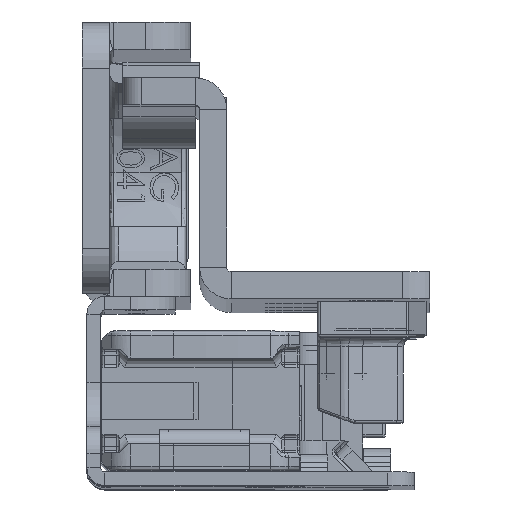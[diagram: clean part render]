
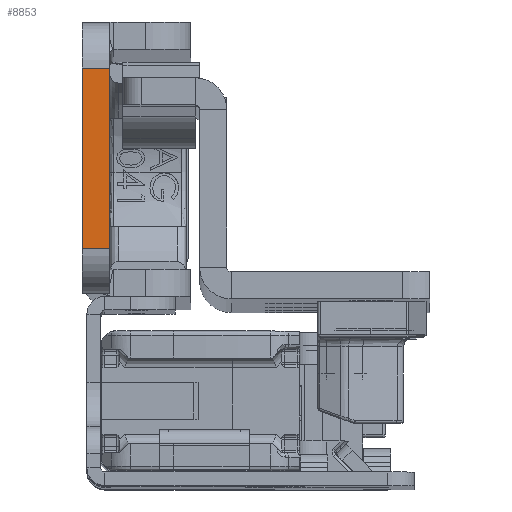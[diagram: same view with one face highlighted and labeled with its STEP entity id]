
A CAD part, top view. The second image highlights one B-rep face of the part: STEP entity #8853.
In plain terms, the highlighted planar face has unit normal (0, 0, 1).
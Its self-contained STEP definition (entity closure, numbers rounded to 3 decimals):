
#273 = CARTESIAN_POINT ( 'NONE',  ( 3., -10., 0. ) ) ;
#5252 = EDGE_CURVE ( 'NONE', #46554, #37353, #31092, .T. ) ;
#5489 = VECTOR ( 'NONE', #52599, 1000. ) ;
#6285 = LINE ( 'NONE', #50175, #26445 ) ;
#8853 = ADVANCED_FACE ( 'NONE', ( #66965 ), #71000, .F. ) ;
#10670 = ORIENTED_EDGE ( 'NONE', *, *, #37215, .F. ) ;
#11986 = CARTESIAN_POINT ( 'NONE',  ( 0., 10., 0. ) ) ;
#12491 = DIRECTION ( 'NONE',  ( 0., -1., 0. ) ) ;
#14866 = ORIENTED_EDGE ( 'NONE', *, *, #16020, .F. ) ;
#16020 = EDGE_CURVE ( 'NONE', #38604, #37353, #6285, .T. ) ;
#20134 = DIRECTION ( 'NONE',  ( 0., -1., 0. ) ) ;
#20914 = CARTESIAN_POINT ( 'NONE',  ( 3., -22.5, 0. ) ) ;
#26445 = VECTOR ( 'NONE', #44702, 1000. ) ;
#29191 = LINE ( 'NONE', #57732, #5489 ) ;
#29248 = EDGE_LOOP ( 'NONE', ( #14866, #10670, #32842, #49147 ) ) ;
#29654 = LINE ( 'NONE', #51973, #53379 ) ;
#31092 = LINE ( 'NONE', #38363, #71061 ) ;
#32842 = ORIENTED_EDGE ( 'NONE', *, *, #57667, .T. ) ;
#35016 = VERTEX_POINT ( 'NONE', #48529 ) ;
#37215 = EDGE_CURVE ( 'NONE', #35016, #38604, #29654, .T. ) ;
#37353 = VERTEX_POINT ( 'NONE', #48291 ) ;
#38363 = CARTESIAN_POINT ( 'NONE',  ( 0., -22.5, 0. ) ) ;
#38604 = VERTEX_POINT ( 'NONE', #273 ) ;
#43212 = DIRECTION ( 'NONE',  ( 0., 0., -1. ) ) ;
#44702 = DIRECTION ( 'NONE',  ( -1., 0., 0. ) ) ;
#46554 = VERTEX_POINT ( 'NONE', #11986 ) ;
#48291 = CARTESIAN_POINT ( 'NONE',  ( 0., -10., 0. ) ) ;
#48529 = CARTESIAN_POINT ( 'NONE',  ( 3., 10., 0. ) ) ;
#49147 = ORIENTED_EDGE ( 'NONE', *, *, #5252, .T. ) ;
#50175 = CARTESIAN_POINT ( 'NONE',  ( 3., -10., 0. ) ) ;
#51547 = AXIS2_PLACEMENT_3D ( 'NONE', #20914, #43212, #60040 ) ;
#51973 = CARTESIAN_POINT ( 'NONE',  ( 3., -22.5, 0. ) ) ;
#52599 = DIRECTION ( 'NONE',  ( -1., 0., 0. ) ) ;
#53379 = VECTOR ( 'NONE', #12491, 1000. ) ;
#57667 = EDGE_CURVE ( 'NONE', #35016, #46554, #29191, .T. ) ;
#57732 = CARTESIAN_POINT ( 'NONE',  ( 3., 10., 0. ) ) ;
#60040 = DIRECTION ( 'NONE',  ( -1., 0., 0. ) ) ;
#66965 = FACE_OUTER_BOUND ( 'NONE', #29248, .T. ) ;
#71000 = PLANE ( 'NONE',  #51547 ) ;
#71061 = VECTOR ( 'NONE', #20134, 1000. ) ;
